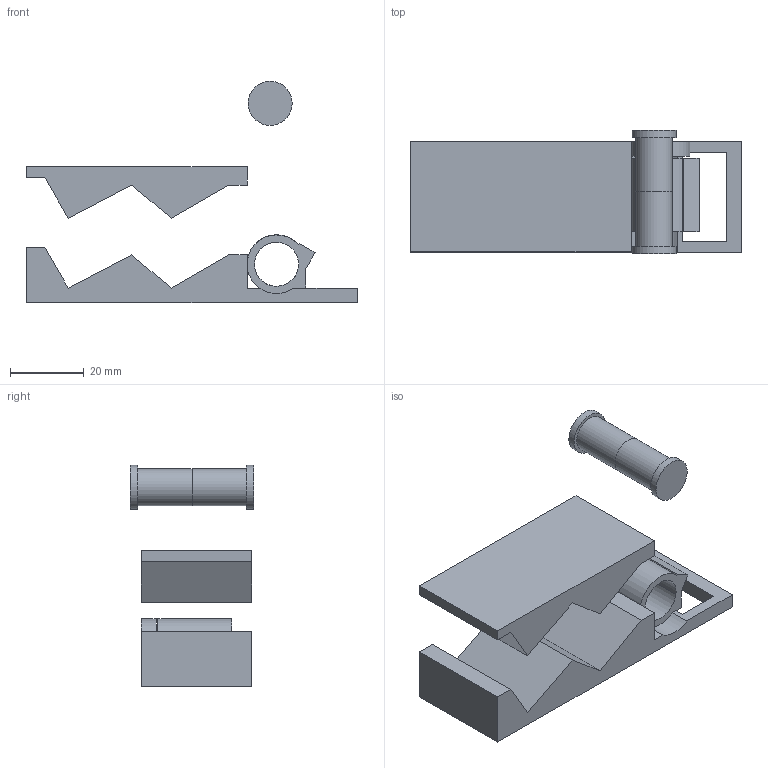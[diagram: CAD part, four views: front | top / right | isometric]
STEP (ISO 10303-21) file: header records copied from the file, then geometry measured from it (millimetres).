
FILE_DESCRIPTION(('FreeCAD Model'),'2;1');
FILE_NAME('Cellphone Bracket.step','2015-04-25T20:50:33',('FreeCAD'),( 'FreeCAD'),'Open CASCADE STEP processor 6.6','FreeCAD','Unknown');
FILE_SCHEMA(('AUTOMOTIVE_DESIGN_CC2 { 1 2 10303 214 -1 1 5 4 }'));
Length unit declared in the file: millimetre
Products named in the file (6): Arandela_Tapa; Tapa; Medio_Eje001; Medio_Eje; Base001; Arandela_Base002
Bounding box: 90 x 33.5 x 60.25 mm (x, y, z)
Volume: 39782.5 mm3; surface area: 17185.8 mm2
Topology: 6 solids, 6 shells, 56 faces, 128 edges, 86 vertices
Faces by surface type: plane 45, cylinder 11
Full cylindrical faces by diameter (mm): 10 x2, 12 x3, 16 x1
Entity records: 3353 total; most frequent: CARTESIAN_POINT 587, DIRECTION 492, LINE 312, VECTOR 312, ORIENTED_EDGE 256, PCURVE 256, DEFINITIONAL_REPRESENTATION 256, EDGE_CURVE 128
